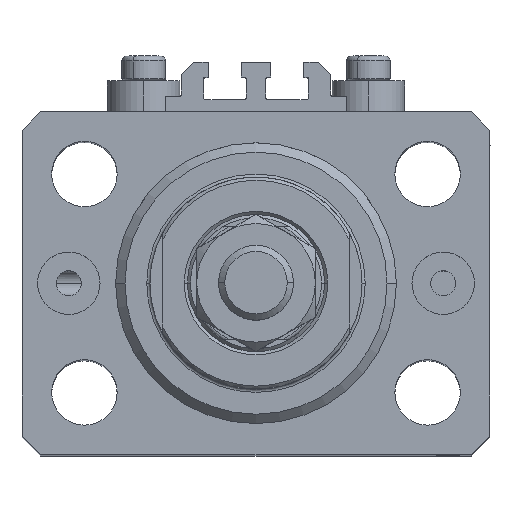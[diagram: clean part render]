
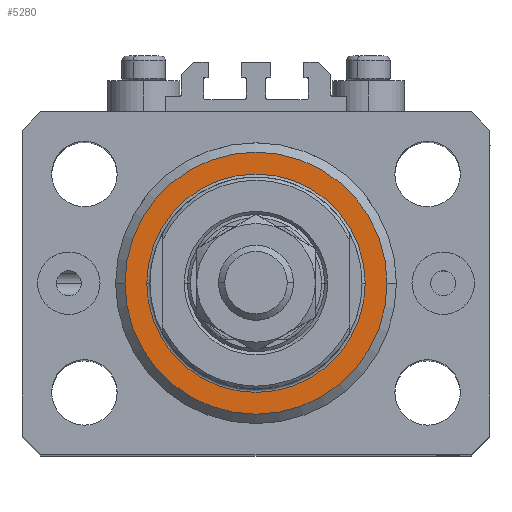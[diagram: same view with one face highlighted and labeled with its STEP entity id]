
A CAD part, top view. The second image highlights one B-rep face of the part: STEP entity #5280.
In plain terms, the highlighted face is planar.
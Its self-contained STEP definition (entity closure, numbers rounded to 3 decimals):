
#498 = EDGE_CURVE ( 'NONE', #12904, #32700, #10479, .T. ) ;
#2220 = AXIS2_PLACEMENT_3D ( 'NONE', #7523, #13271, #28322 ) ;
#2993 = CIRCLE ( 'NONE', #2220, 21. ) ;
#3099 = DIRECTION ( 'NONE',  ( 0., 0., 1. ) ) ;
#4034 = ORIENTED_EDGE ( 'NONE', *, *, #43674, .T. ) ;
#5280 = ADVANCED_FACE ( 'NONE', ( #47781, #43601 ), #13970, .F. ) ;
#7523 = CARTESIAN_POINT ( 'NONE',  ( 0., 0., 0. ) ) ;
#7528 = DIRECTION ( 'NONE',  ( 1., 0., 0. ) ) ;
#7559 = CARTESIAN_POINT ( 'NONE',  ( 0., 0., 0. ) ) ;
#7584 = CARTESIAN_POINT ( 'NONE',  ( 17.5, 0., 0. ) ) ;
#7661 = DIRECTION ( 'NONE',  ( 1., 0., 0. ) ) ;
#8005 = CARTESIAN_POINT ( 'NONE',  ( 21., 0., 0. ) ) ;
#8152 = CARTESIAN_POINT ( 'NONE',  ( -17.5, 0., 0. ) ) ;
#9779 = CARTESIAN_POINT ( 'NONE',  ( 0., 0., 0. ) ) ;
#10413 = EDGE_LOOP ( 'NONE', ( #40110, #24083 ) ) ;
#10479 = CIRCLE ( 'NONE', #45930, 17.5 ) ;
#10622 = AXIS2_PLACEMENT_3D ( 'NONE', #9779, #3099, #47534 ) ;
#12904 = VERTEX_POINT ( 'NONE', #8152 ) ;
#13271 = DIRECTION ( 'NONE',  ( 0., 0., -1. ) ) ;
#13628 = CIRCLE ( 'NONE', #23064, 17.5 ) ;
#13970 = PLANE ( 'NONE',  #10622 ) ;
#14812 = AXIS2_PLACEMENT_3D ( 'NONE', #7559, #40881, #37175 ) ;
#23064 = AXIS2_PLACEMENT_3D ( 'NONE', #29397, #40743, #7661 ) ;
#23440 = EDGE_CURVE ( 'NONE', #34439, #27182, #23463, .T. ) ;
#23463 = CIRCLE ( 'NONE', #14812, 21. ) ;
#24083 = ORIENTED_EDGE ( 'NONE', *, *, #23440, .T. ) ;
#24730 = EDGE_CURVE ( 'NONE', #27182, #34439, #2993, .T. ) ;
#25869 = ORIENTED_EDGE ( 'NONE', *, *, #498, .T. ) ;
#27182 = VERTEX_POINT ( 'NONE', #8005 ) ;
#28322 = DIRECTION ( 'NONE',  ( 1., 0., 0. ) ) ;
#29397 = CARTESIAN_POINT ( 'NONE',  ( 0., 0., 0. ) ) ;
#31271 = CARTESIAN_POINT ( 'NONE',  ( -21., 0., 0. ) ) ;
#32700 = VERTEX_POINT ( 'NONE', #7584 ) ;
#34439 = VERTEX_POINT ( 'NONE', #31271 ) ;
#37175 = DIRECTION ( 'NONE',  ( 1., 0., 0. ) ) ;
#38348 = CARTESIAN_POINT ( 'NONE',  ( 0., 0., 0. ) ) ;
#40110 = ORIENTED_EDGE ( 'NONE', *, *, #24730, .T. ) ;
#40743 = DIRECTION ( 'NONE',  ( 0., 0., 1. ) ) ;
#40881 = DIRECTION ( 'NONE',  ( 0., 0., -1. ) ) ;
#41680 = EDGE_LOOP ( 'NONE', ( #4034, #25869 ) ) ;
#43601 = FACE_OUTER_BOUND ( 'NONE', #10413, .T. ) ;
#43674 = EDGE_CURVE ( 'NONE', #32700, #12904, #13628, .T. ) ;
#45760 = DIRECTION ( 'NONE',  ( 0., 0., 1. ) ) ;
#45930 = AXIS2_PLACEMENT_3D ( 'NONE', #38348, #45760, #7528 ) ;
#47534 = DIRECTION ( 'NONE',  ( 1., 0., 0. ) ) ;
#47781 = FACE_BOUND ( 'NONE', #41680, .T. ) ;
